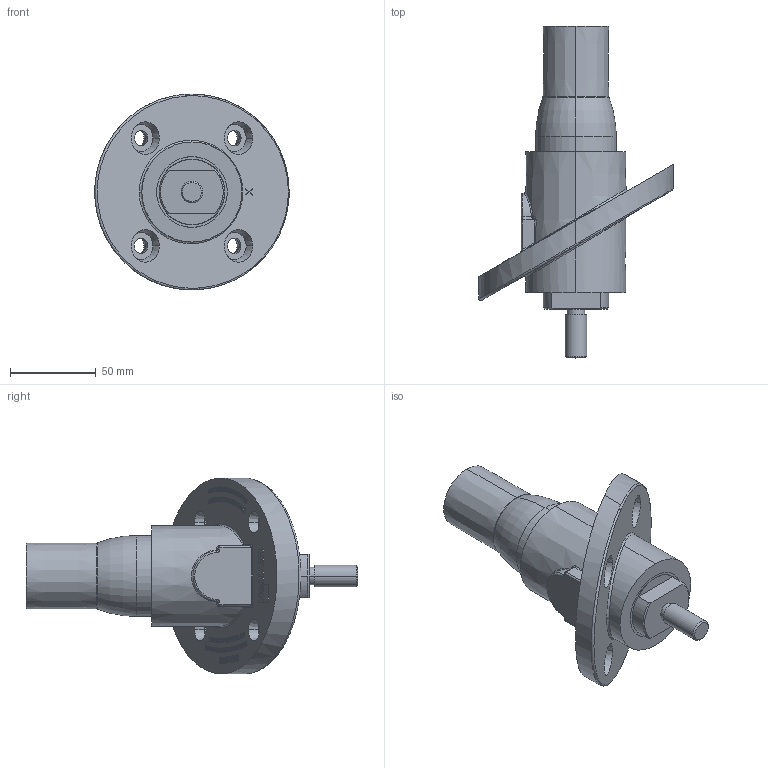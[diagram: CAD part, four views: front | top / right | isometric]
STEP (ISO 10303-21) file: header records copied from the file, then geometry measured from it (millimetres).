
FILE_DESCRIPTION (( 'STEP AP214' ), '1' );
FILE_NAME ('CATSTD-22R24-000-M01.STEP', '2019-09-19T18:36:19', ( '' ), ( '' ), 'SwSTEP 2.0', 'SolidWorks 2017', '' );
FILE_SCHEMA (( 'AUTOMOTIVE_DESIGN' ));
Length unit declared in the file: inch
Products named in the file (1): CATSTD-22R24-000-M01
Bounding box: 113.43 x 193.73 x 114.3 mm (x, y, z)
Surface area: 88900.2 mm2 (no closed solid volume)
Topology: 0 solids, 17 shells, 582 faces, 2862 edges, 2205 vertices
Faces by surface type: plane 377, bspline 124, cylinder 38, cone 31, sphere 6, torus 6
Entity records: 50076 total; most frequent: CARTESIAN_POINT 22157, ORIENTED_EDGE 3916, DIRECTION 3233, EDGE_CURVE 2858, VERTEX_POINT 2205, VECTOR 1985, LINE 1985, EDGE_LOOP 751
